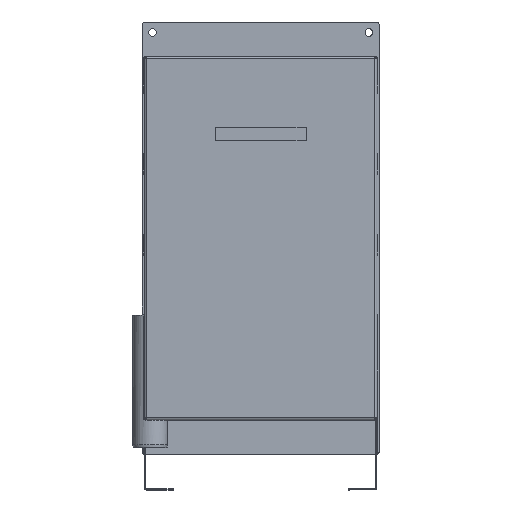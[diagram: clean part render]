
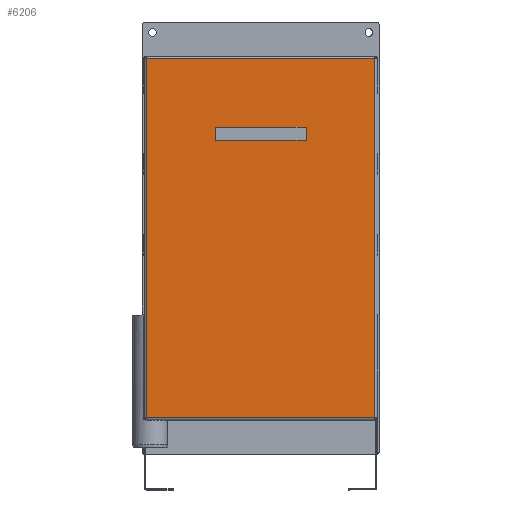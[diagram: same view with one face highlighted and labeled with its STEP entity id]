
A CAD part, top view. The second image highlights one B-rep face of the part: STEP entity #6206.
In plain terms, the highlighted planar face has unit normal (0, 0, 1).
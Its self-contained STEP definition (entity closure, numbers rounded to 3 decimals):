
#324=FACE_BOUND('',#1316,.T.);
#733=FACE_OUTER_BOUND('',#1315,.T.);
#1315=EDGE_LOOP('',(#5069,#5070,#5071,#5072));
#1316=EDGE_LOOP('',(#5073,#5074,#5075,#5076));
#1524=LINE('',#8982,#1944);
#1526=LINE('',#8986,#1946);
#1528=LINE('',#8990,#1948);
#1530=LINE('',#8993,#1950);
#1647=LINE('',#9769,#2067);
#1685=LINE('',#9869,#2105);
#1703=LINE('',#9919,#2123);
#1744=LINE('',#10026,#2164);
#1944=VECTOR('',#7243,130.);
#1946=VECTOR('',#7247,19.);
#1948=VECTOR('',#7251,130.);
#1950=VECTOR('',#7255,19.);
#2067=VECTOR('',#8112,515.);
#2105=VECTOR('',#8200,327.);
#2123=VECTOR('',#8252,515.);
#2164=VECTOR('',#8347,327.);
#2681=VERTEX_POINT('',#8979);
#2682=VERTEX_POINT('',#8981);
#2683=VERTEX_POINT('',#8985);
#2684=VERTEX_POINT('',#8989);
#2970=VERTEX_POINT('',#9762);
#2973=VERTEX_POINT('',#9767);
#2981=VERTEX_POINT('',#9796);
#3005=VERTEX_POINT('',#9875);
#3284=EDGE_CURVE('',#2682,#2681,#1524,.T.);
#3286=EDGE_CURVE('',#2683,#2682,#1526,.T.);
#3288=EDGE_CURVE('',#2684,#2683,#1528,.T.);
#3290=EDGE_CURVE('',#2681,#2684,#1530,.T.);
#3633=EDGE_CURVE('',#2970,#2973,#1647,.T.);
#3683=EDGE_CURVE('',#2973,#2981,#1685,.T.);
#3708=EDGE_CURVE('',#2981,#3005,#1703,.T.);
#3761=EDGE_CURVE('',#3005,#2970,#1744,.T.);
#5069=ORIENTED_EDGE('',*,*,#3761,.T.);
#5070=ORIENTED_EDGE('',*,*,#3633,.T.);
#5071=ORIENTED_EDGE('',*,*,#3683,.T.);
#5072=ORIENTED_EDGE('',*,*,#3708,.T.);
#5073=ORIENTED_EDGE('',*,*,#3290,.T.);
#5074=ORIENTED_EDGE('',*,*,#3288,.T.);
#5075=ORIENTED_EDGE('',*,*,#3286,.T.);
#5076=ORIENTED_EDGE('',*,*,#3284,.T.);
#5591=PLANE('',#6826);
#6206=ADVANCED_FACE('',(#733,#324),#5591,.T.);
#6826=AXIS2_PLACEMENT_3D('',#10031,#8353,#8354);
#7243=DIRECTION('',(-1.,0.,0.));
#7247=DIRECTION('',(0.,-1.,0.));
#7251=DIRECTION('',(1.,0.,0.));
#7255=DIRECTION('',(0.,1.,0.));
#8112=DIRECTION('',(0.,-1.,0.));
#8200=DIRECTION('',(1.,0.,0.));
#8252=DIRECTION('',(0.,1.,0.));
#8347=DIRECTION('',(-1.,0.,0.));
#8353=DIRECTION('center_axis',(0.,0.,
1.));
#8354=DIRECTION('ref_axis',(1.,0.,0.));
#8979=CARTESIAN_POINT('',(105.,-170.,143.));
#8981=CARTESIAN_POINT('',(235.,-170.,143.));
#8982=CARTESIAN_POINT('',(235.,-170.,143.));
#8985=CARTESIAN_POINT('',(235.,-151.,143.));
#8986=CARTESIAN_POINT('',(235.,-151.,143.));
#8989=CARTESIAN_POINT('',(105.,-151.,143.));
#8990=CARTESIAN_POINT('',(105.,-151.,143.));
#8993=CARTESIAN_POINT('',(105.,-170.,143.));
#9762=CARTESIAN_POINT('',(6.5,-52.,143.));
#9767=CARTESIAN_POINT('',(6.5,-567.,143.));
#9769=CARTESIAN_POINT('',(6.5,-180.,143.));
#9796=CARTESIAN_POINT('',(333.5,-567.,143.));
#9869=CARTESIAN_POINT('',(251.75,-567.,143.));
#9875=CARTESIAN_POINT('',(333.5,-52.,143.));
#9919=CARTESIAN_POINT('',(333.5,-440.,143.));
#10026=CARTESIAN_POINT('',(251.75,-52.,143.));
#10031=CARTESIAN_POINT('Origin',(170.,-310.,143.));
